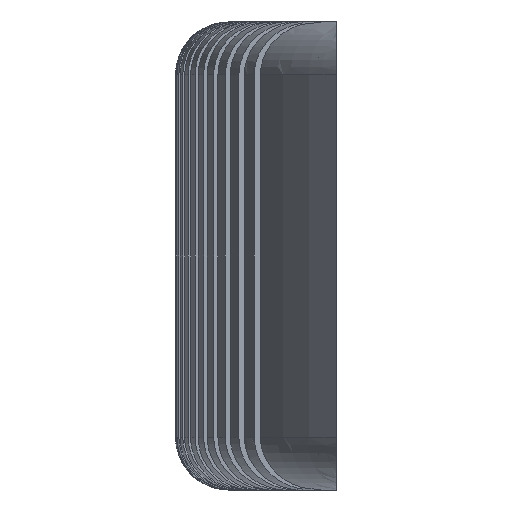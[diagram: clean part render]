
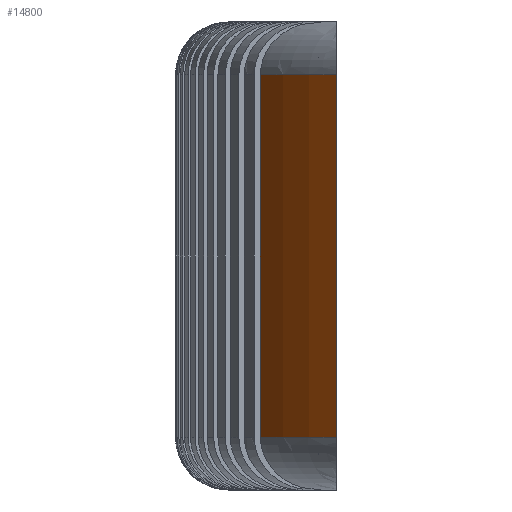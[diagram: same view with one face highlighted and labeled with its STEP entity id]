
A CAD part, left-side view. The second image highlights one B-rep face of the part: STEP entity #14800.
In plain terms, the highlighted cylindrical face has radius 489.753 mm (diameter 979.506 mm), a partial arc.
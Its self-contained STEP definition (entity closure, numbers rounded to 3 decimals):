
#620 = AXIS2_PLACEMENT_3D ( 'NONE', #11471, #5033, #9841 ) ;
#1077 = ORIENTED_EDGE ( 'NONE', *, *, #4678, .T. ) ;
#1300 = FACE_OUTER_BOUND ( 'NONE', #3194, .T. ) ;
#1324 = EDGE_CURVE ( 'NONE', #14781, #18495, #10025, .T. ) ;
#1363 = CARTESIAN_POINT ( 'NONE',  ( 231.965, -398.595, 12.282 ) ) ;
#1775 = CARTESIAN_POINT ( 'NONE',  ( 20.196, 43.006, -192.718 ) ) ;
#1840 = LINE ( 'NONE', #17341, #5659 ) ;
#2339 = ORIENTED_EDGE ( 'NONE', *, *, #6153, .T. ) ;
#2798 = CARTESIAN_POINT ( 'NONE',  ( 20.196, 43.006, 12.282 ) ) ;
#2993 = DIRECTION ( 'NONE',  ( -1., 0., 0. ) ) ;
#3194 = EDGE_LOOP ( 'NONE', ( #1077, #12240, #6607, #2339 ) ) ;
#3274 = AXIS2_PLACEMENT_3D ( 'NONE', #1363, #12684, #2993 ) ;
#4678 = EDGE_CURVE ( 'NONE', #7390, #17518, #17781, .T. ) ;
#5033 = DIRECTION ( 'NONE',  ( 0., 0., 1. ) ) ;
#5243 = DIRECTION ( 'NONE',  ( 0., 0., 1. ) ) ;
#5659 = VECTOR ( 'NONE', #17266, 1000. ) ;
#6153 = EDGE_CURVE ( 'NONE', #18495, #7390, #6617, .T. ) ;
#6384 = CARTESIAN_POINT ( 'NONE',  ( -52.605, 0., -222.718 ) ) ;
#6607 = ORIENTED_EDGE ( 'NONE', *, *, #1324, .T. ) ;
#6617 = LINE ( 'NONE', #6384, #10925 ) ;
#7289 = CARTESIAN_POINT ( 'NONE',  ( -52.605, 0., -192.718 ) ) ;
#7390 = VERTEX_POINT ( 'NONE', #14124 ) ;
#9398 = CYLINDRICAL_SURFACE ( 'NONE', #620, 489.753 ) ;
#9841 = DIRECTION ( 'NONE',  ( 1., 0., 0. ) ) ;
#10025 = CIRCLE ( 'NONE', #13190, 489.753 ) ;
#10925 = VECTOR ( 'NONE', #19215, 1000. ) ;
#11471 = CARTESIAN_POINT ( 'NONE',  ( 231.965, -398.595, -222.718 ) ) ;
#12240 = ORIENTED_EDGE ( 'NONE', *, *, #13896, .T. ) ;
#12684 = DIRECTION ( 'NONE',  ( 0., 0., -1. ) ) ;
#13190 = AXIS2_PLACEMENT_3D ( 'NONE', #14903, #5243, #16508 ) ;
#13896 = EDGE_CURVE ( 'NONE', #17518, #14781, #1840, .T. ) ;
#14124 = CARTESIAN_POINT ( 'NONE',  ( -52.605, 0., 12.282 ) ) ;
#14781 = VERTEX_POINT ( 'NONE', #1775 ) ;
#14800 = ADVANCED_FACE ( 'NONE', ( #1300 ), #9398, .T. ) ;
#14903 = CARTESIAN_POINT ( 'NONE',  ( 231.965, -398.595, -192.718 ) ) ;
#16508 = DIRECTION ( 'NONE',  ( 1., 0., 0. ) ) ;
#17266 = DIRECTION ( 'NONE',  ( 0., 0., -1. ) ) ;
#17341 = CARTESIAN_POINT ( 'NONE',  ( 20.196, 43.006, -222.718 ) ) ;
#17518 = VERTEX_POINT ( 'NONE', #2798 ) ;
#17781 = CIRCLE ( 'NONE', #3274, 489.753 ) ;
#18495 = VERTEX_POINT ( 'NONE', #7289 ) ;
#19215 = DIRECTION ( 'NONE',  ( 0., 0., 1. ) ) ;
